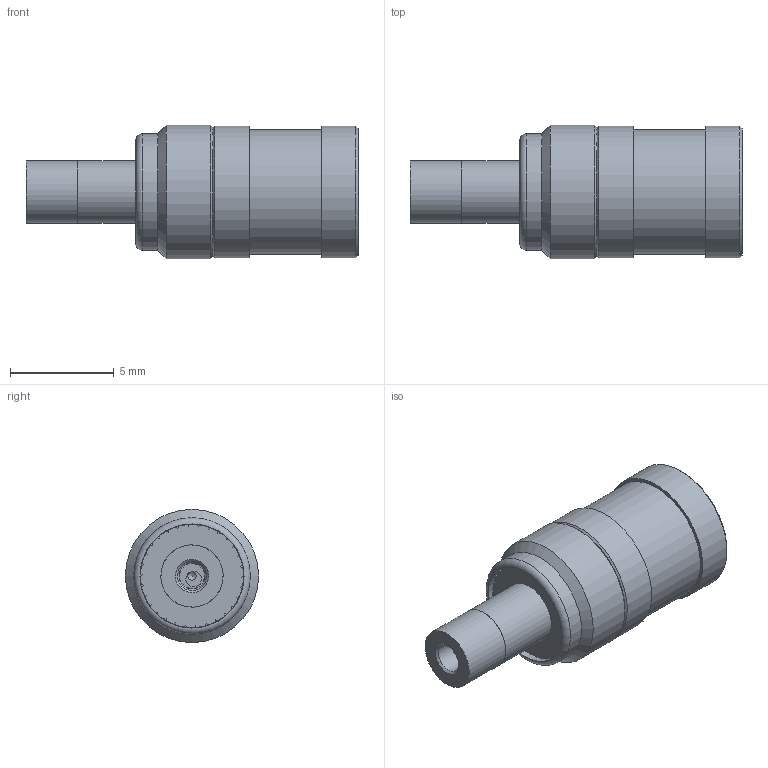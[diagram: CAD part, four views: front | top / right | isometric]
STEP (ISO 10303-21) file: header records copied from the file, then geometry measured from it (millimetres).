
FILE_DESCRIPTION(/* description */ ('Unknown'),/* implementation_level */ '2;1');
FILE_NAME(/* name */ '61646020112220',/* time_stamp */ '2024-05-22T08:59:03+02:00',/* author */ ('Unknown'),/* organization */ ('Unknown'),/* preprocessor_version */ 'ST-DEVELOPER v18.102',/* originating_system */ 'Solid Edge',/* authorisation */ 'Unknown');
FILE_SCHEMA (('AUTOMOTIVE_DESIGN {1 0 10303 214 3 1 1}'));
Length unit declared in the file: millimetre
Products named in the file (9): 61646020112220; 61646020112220_Body; 61646020112220_Shell; 61646020112220_Braid Holder; 61646020112220_Insulator2; 61646020112220_Ring; 61646020112220_Center-pin; 61646020112220_Insulator; 61646020112220_Ferrule
Assembly tree (8 placements, depth 2):
  61646020112220
    61646020112220_Body
    61646020112220_Shell
    61646020112220_Braid Holder
    61646020112220_Insulator2
    61646020112220_Ring
    61646020112220_Center-pin
    61646020112220_Insulator
    61646020112220_Ferrule
Bounding box: 16 x 6.42 x 6.42 mm (x, y, z)
Volume: 261 mm3; surface area: 1032.2 mm2
Topology: 8 solids, 8 shells, 365 faces, 982 edges, 649 vertices
Faces by surface type: plane 201, cylinder 121, cone 38, torus 5
Full cylindrical faces by diameter (mm): 0.4 x1, 0.5 x1, 0.55 x1, 0.75 x1, 0.94 x2, 1 x2, 1.08 x1, 1.1 x1, 1.2 x1, 1.4 x1, 1.7 x2, 1.8 x1, 2 x1, 2.2 x3, 2.25 x1, 2.4 x1, 3 x2, 3.04 x1, 3.06 x1, 3.72 x1, 4.44 x1, 4.46 x1, 4.78 x1, 4.98 x1, 5.06 x1, 5.2 x2, 5.4 x1, 5.62 x1, 6.02 x1, 6.35 x2
Entity records: 11404 total; most frequent: CARTESIAN_POINT 2396, ORIENTED_EDGE 1800, DIRECTION 1790, EDGE_CURVE 900, AXIS2_PLACEMENT_3D 679, VERTEX_POINT 628, FACE_BOUND 458, EDGE_LOOP 456
